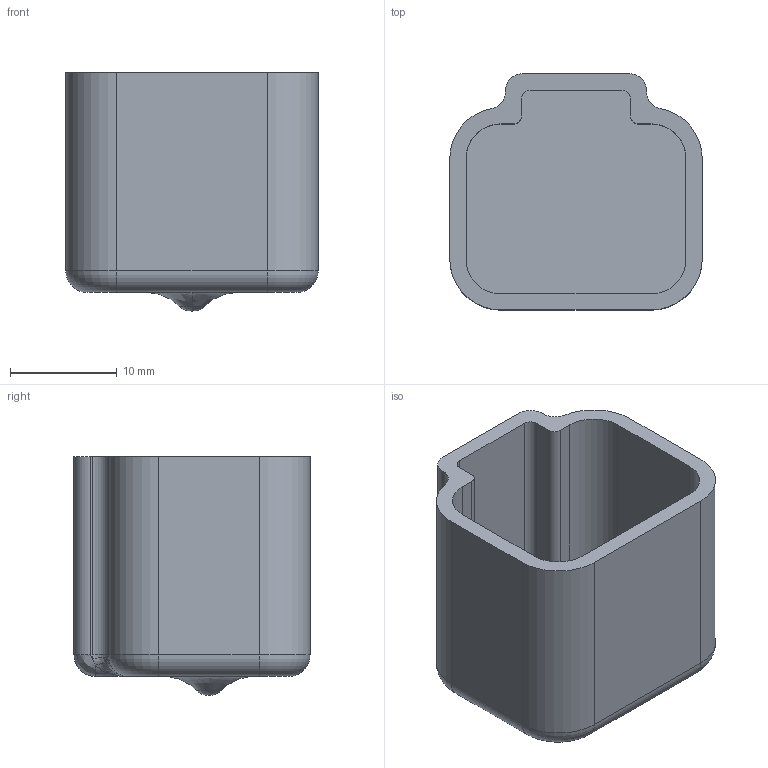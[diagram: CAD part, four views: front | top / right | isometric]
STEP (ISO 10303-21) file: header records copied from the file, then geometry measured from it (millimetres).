
FILE_DESCRIPTION((''),'2;1');
FILE_NAME('C-DT4P-DC','2020-03-13T05:56:23',('workeradm'),('TE Connectivity Ltd.'),'CREO PARAMETRIC BY PTC INC, 2019292','CREO PARAMETRIC BY PTC INC, 2019292','');
FILE_SCHEMA(('AUTOMOTIVE_DESIGN { 1 0 10303 214 1 1 1 1 }'));
Length unit declared in the file: millimetre
Products named in the file (1): C-DT4P-DC
Bounding box: 23.62 x 22.1 x 22.35 mm (x, y, z)
Volume: 2934.6 mm3; surface area: 3913.3 mm2
Topology: 1 solids, 1 shells, 62 faces, 152 edges, 94 vertices
Faces by surface type: cylinder 24, plane 18, bspline 16, torus 4
Entity records: 2676 total; most frequent: CARTESIAN_POINT 1032, ORIENTED_EDGE 304, DIRECTION 292, EDGE_CURVE 152, COLOUR_RGB 126, AXIS2_PLACEMENT_3D 114, VERTEX_POINT 94, CIRCLE 68
